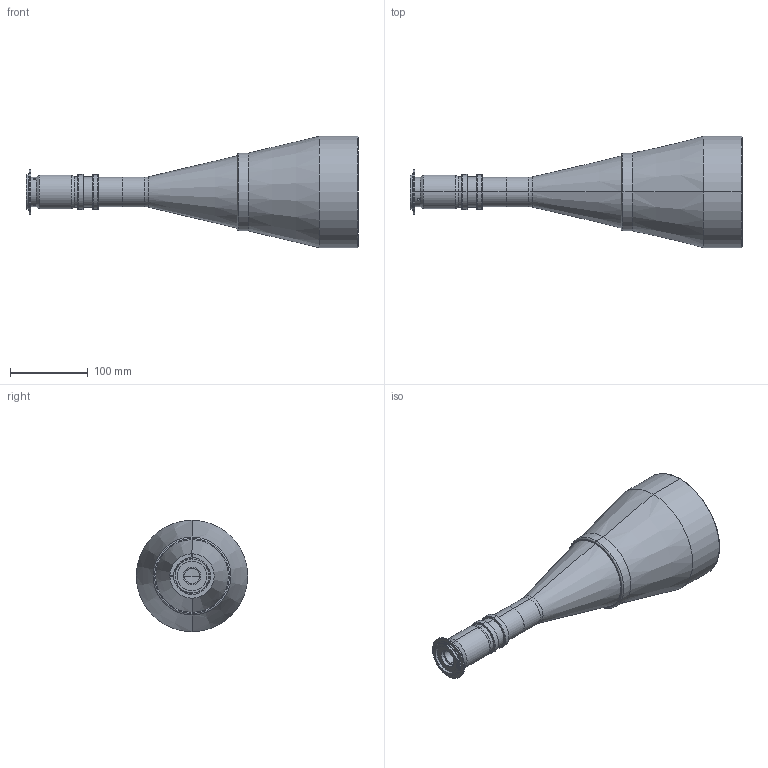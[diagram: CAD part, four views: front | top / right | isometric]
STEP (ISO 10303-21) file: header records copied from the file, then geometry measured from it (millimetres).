
FILE_DESCRIPTION (( 'STEP AP214' ), '1' );
FILE_NAME ('4M85_F.STEP', '2013-04-30T07:43:16', ( 'Work' ), ( '' ), 'SwSTEP 2.0', 'SolidWorks 2013', '' );
FILE_SCHEMA (( 'AUTOMOTIVE_DESIGN' ));
Length unit declared in the file: millimetre
Products named in the file (1): 4M85_F
Bounding box: 425.93 x 143 x 143 mm (x, y, z)
Surface area: 148495.7 mm2 (no closed solid volume)
Topology: 0 solids, 11 shells, 118 faces, 329 edges, 225 vertices
Faces by surface type: cylinder 55, plane 28, cone 27, torus 6, sphere 2
Entity records: 5581 total; most frequent: CARTESIAN_POINT 1163, DIRECTION 710, ORIENTED_EDGE 548, EDGE_CURVE 329, AXIS2_PLACEMENT_3D 294, VERTEX_POINT 225, CIRCLE 175, EDGE_LOOP 145
